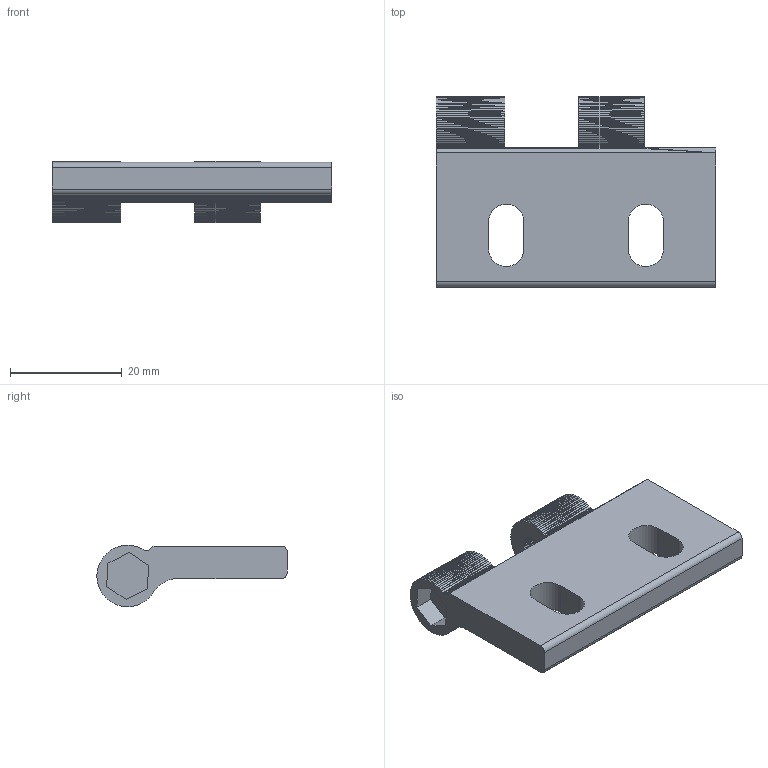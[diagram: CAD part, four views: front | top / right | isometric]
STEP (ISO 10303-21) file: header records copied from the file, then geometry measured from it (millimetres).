
FILE_DESCRIPTION(/* description */ (''),/* implementation_level */ '2;1');
FILE_NAME(/* name */ 'HingeBottom.step',/* time_stamp */ '2021-10-30T22:12:44+02:00',/* author */ (''),/* organization */ (''),/* preprocessor_version */ 'ST-DEVELOPER v18.1',/* originating_system */ 'Autodesk Translation Framework v10.10.0.1391',/* authorisation */ '');
FILE_SCHEMA (('AUTOMOTIVE_DESIGN { 1 0 10303 214 3 1 1 }'));
Length unit declared in the file: millimetre
Products named in the file (1): VCore Lid
Bounding box: 50 x 34.04 x 11 mm (x, y, z)
Volume: 7999.4 mm3; surface area: 4635.1 mm2
Topology: 1 solids, 1 shells, 697 faces, 1351 edges, 658 vertices
Faces by surface type: plane 691, cylinder 6
Entity records: 16414 total; most frequent: DIRECTION 2759, CARTESIAN_POINT 2707, ORIENTED_EDGE 2702, EDGE_CURVE 1351, LINE 1339, VECTOR 1339, AXIS2_PLACEMENT_3D 710, EDGE_LOOP 705
